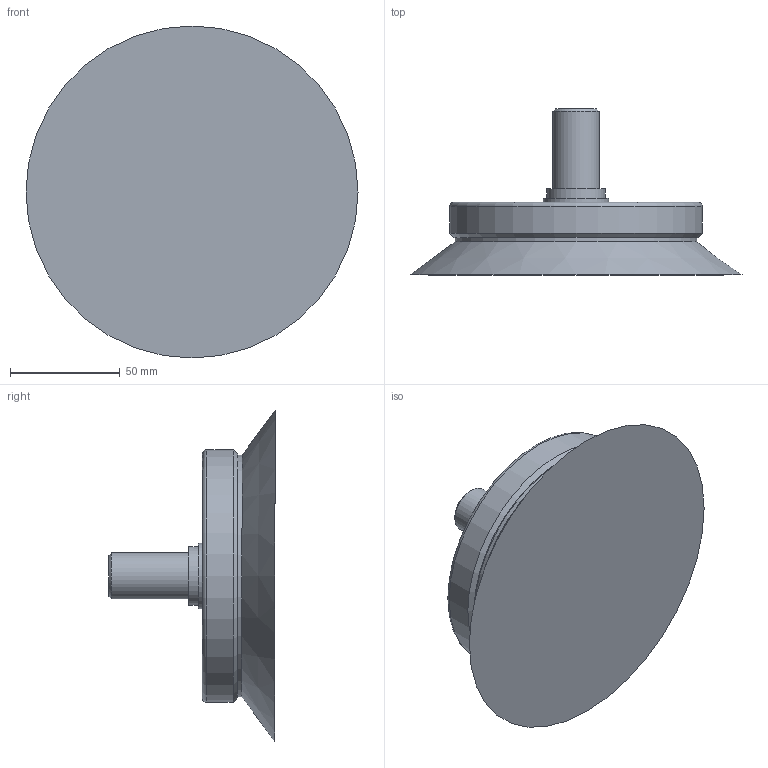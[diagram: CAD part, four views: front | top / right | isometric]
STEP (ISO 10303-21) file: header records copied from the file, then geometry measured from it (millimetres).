
FILE_DESCRIPTION(/* description */ (''),/* implementation_level */ '2;1');
FILE_NAME(/* name */ 'vmb155nit.stp',/* time_stamp */ '2020-11-12T10:55:49+01:00',/* author */ ('enginyeria'),/* organization */ (''),/* preprocessor_version */ 'ST-DEVELOPER v17.2',/* originating_system */ 'Autodesk Inventor 2019',/* authorisation */ '');
FILE_SCHEMA (('CONFIG_CONTROL_DESIGN'));
Length unit declared in the file: millimetre
Products named in the file (1): vmb155nit
Bounding box: 151 x 75.57 x 151 mm (x, y, z)
Volume: 399132.7 mm3; surface area: 49389.7 mm2
Topology: 1 solids, 1 shells, 18 faces, 46 edges, 34 vertices
Faces by surface type: cylinder 6, plane 6, cone 5, torus 1
Full cylindrical faces by diameter (mm): 11.445 x1, 20.94 x1, 26.558 x1, 29.801 x1, 110 x1, 115 x1
Entity records: 673 total; most frequent: DIRECTION 117, CARTESIAN_POINT 98, ORIENTED_EDGE 90, AXIS2_PLACEMENT_3D 53, EDGE_CURVE 45, CIRCLE 34, VERTEX_POINT 34, EDGE_LOOP 23
